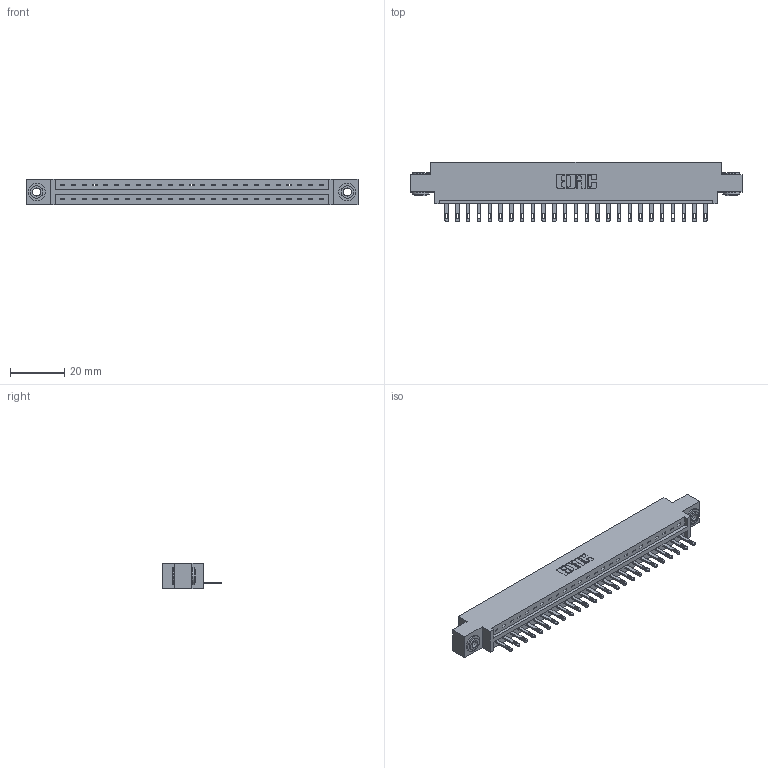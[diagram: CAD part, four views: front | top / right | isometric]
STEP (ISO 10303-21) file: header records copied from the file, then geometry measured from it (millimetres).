
FILE_DESCRIPTION (( 'STEP AP203' ), '1' );
FILE_NAME ('337-025-500-603.STEP', '2018-08-06T02:24:25', ( '' ), ( '' ), 'SwSTEP 2.0', 'SolidWorks 2016', '' );
FILE_SCHEMA (( 'CONFIG_CONTROL_DESIGN' ));
Length unit declared in the file: inch
Products named in the file (4): 337 Part_0.170 Offset - 0.156 Dia-TH; 345-292-001_345-293-100; 345-250-002_345-250-002-102; 337-025-500-603
Assembly tree (28 placements, depth 2):
  337-025-500-603
    337 Part_0.170 Offset - 0.156 Dia-TH
    345-292-001_345-293-100  x25
    345-250-002_345-250-002-102  x2
Bounding box: 122.07 x 21.85 x 9.4 mm (x, y, z)
Volume: 12392 mm3; surface area: 13098.4 mm2
Topology: 28 solids, 28 shells, 1606 faces, 4899 edges, 3262 vertices
Faces by surface type: plane 1084, cylinder 514, cone 8
Entity records: 21494 total; most frequent: CARTESIAN_POINT 3720, ORIENTED_EDGE 3674, DIRECTION 3201, EDGE_CURVE 1837, VECTOR 1681, LINE 1681, VERTEX_POINT 1222, AXIS2_PLACEMENT_3D 760
